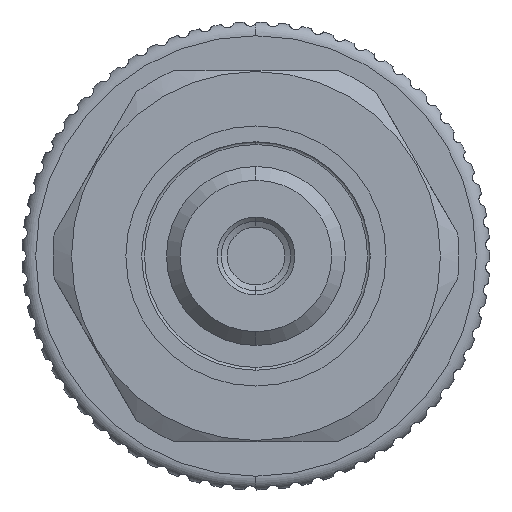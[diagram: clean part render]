
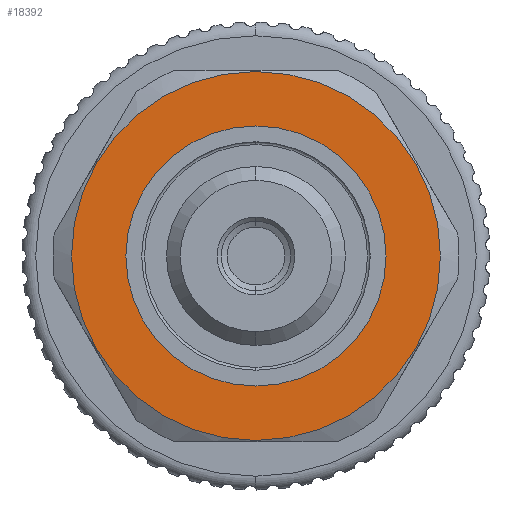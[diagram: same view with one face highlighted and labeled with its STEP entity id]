
A CAD part, front view. The second image highlights one B-rep face of the part: STEP entity #18392.
In plain terms, the highlighted planar face has unit normal (0, -1, 0).
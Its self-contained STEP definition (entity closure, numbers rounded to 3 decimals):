
#572 = DIRECTION ( 'NONE',  ( 0., 0., -1. ) ) ;
#1752 = ORIENTED_EDGE ( 'NONE', *, *, #8187, .F. ) ;
#2483 = CARTESIAN_POINT ( 'NONE',  ( 0., 2., -9.45 ) ) ;
#2606 = CARTESIAN_POINT ( 'NONE',  ( 0., 2., 0. ) ) ;
#3074 = AXIS2_PLACEMENT_3D ( 'NONE', #2606, #13207, #4147 ) ;
#3192 = EDGE_CURVE ( 'NONE', #9427, #13436, #5659, .T. ) ;
#3432 = CARTESIAN_POINT ( 'NONE',  ( 0., 2., 0. ) ) ;
#3527 = EDGE_LOOP ( 'NONE', ( #14122, #14064 ) ) ;
#3759 = EDGE_CURVE ( 'NONE', #15193, #9395, #18418, .T. ) ;
#3765 = AXIS2_PLACEMENT_3D ( 'NONE', #16707, #7607, #18237 ) ;
#4147 = DIRECTION ( 'NONE',  ( 0., 0., -1. ) ) ;
#4693 = EDGE_LOOP ( 'NONE', ( #12323, #1752 ) ) ;
#4941 = DIRECTION ( 'NONE',  ( 0., 0., -1. ) ) ;
#4991 = DIRECTION ( 'NONE',  ( 0., 0., -1. ) ) ;
#5054 = AXIS2_PLACEMENT_3D ( 'NONE', #18751, #9660, #572 ) ;
#5201 = PLANE ( 'NONE',  #13394 ) ;
#5534 = CIRCLE ( 'NONE', #18564, 9.45 ) ;
#5659 = CIRCLE ( 'NONE', #3765, 13.4 ) ;
#6872 = CIRCLE ( 'NONE', #3074, 13.4 ) ;
#7607 = DIRECTION ( 'NONE',  ( 0., -1., 0. ) ) ;
#8187 = EDGE_CURVE ( 'NONE', #9395, #15193, #5534, .T. ) ;
#9395 = VERTEX_POINT ( 'NONE', #11330 ) ;
#9427 = VERTEX_POINT ( 'NONE', #17546 ) ;
#9660 = DIRECTION ( 'NONE',  ( 0., -1., 0. ) ) ;
#11330 = CARTESIAN_POINT ( 'NONE',  ( 0., 2., 9.45 ) ) ;
#12323 = ORIENTED_EDGE ( 'NONE', *, *, #3759, .F. ) ;
#13207 = DIRECTION ( 'NONE',  ( 0., -1., 0. ) ) ;
#13394 = AXIS2_PLACEMENT_3D ( 'NONE', #19499, #14006, #4941 ) ;
#13436 = VERTEX_POINT ( 'NONE', #16119 ) ;
#14006 = DIRECTION ( 'NONE',  ( 0., -1., 0. ) ) ;
#14055 = DIRECTION ( 'NONE',  ( 0., -1., 0. ) ) ;
#14064 = ORIENTED_EDGE ( 'NONE', *, *, #15222, .T. ) ;
#14122 = ORIENTED_EDGE ( 'NONE', *, *, #3192, .T. ) ;
#14778 = FACE_BOUND ( 'NONE', #4693, .T. ) ;
#15193 = VERTEX_POINT ( 'NONE', #2483 ) ;
#15222 = EDGE_CURVE ( 'NONE', #13436, #9427, #6872, .T. ) ;
#15747 = FACE_OUTER_BOUND ( 'NONE', #3527, .T. ) ;
#16119 = CARTESIAN_POINT ( 'NONE',  ( 0., 2., -13.4 ) ) ;
#16707 = CARTESIAN_POINT ( 'NONE',  ( 0., 2., 0. ) ) ;
#17546 = CARTESIAN_POINT ( 'NONE',  ( 0., 2., 13.4 ) ) ;
#18237 = DIRECTION ( 'NONE',  ( 0., 0., -1. ) ) ;
#18392 = ADVANCED_FACE ( 'NONE', ( #15747, #14778 ), #5201, .T. ) ;
#18418 = CIRCLE ( 'NONE', #5054, 9.45 ) ;
#18564 = AXIS2_PLACEMENT_3D ( 'NONE', #3432, #14055, #4991 ) ;
#18751 = CARTESIAN_POINT ( 'NONE',  ( 0., 2., 0. ) ) ;
#19499 = CARTESIAN_POINT ( 'NONE',  ( 13.4, 2., 0. ) ) ;
